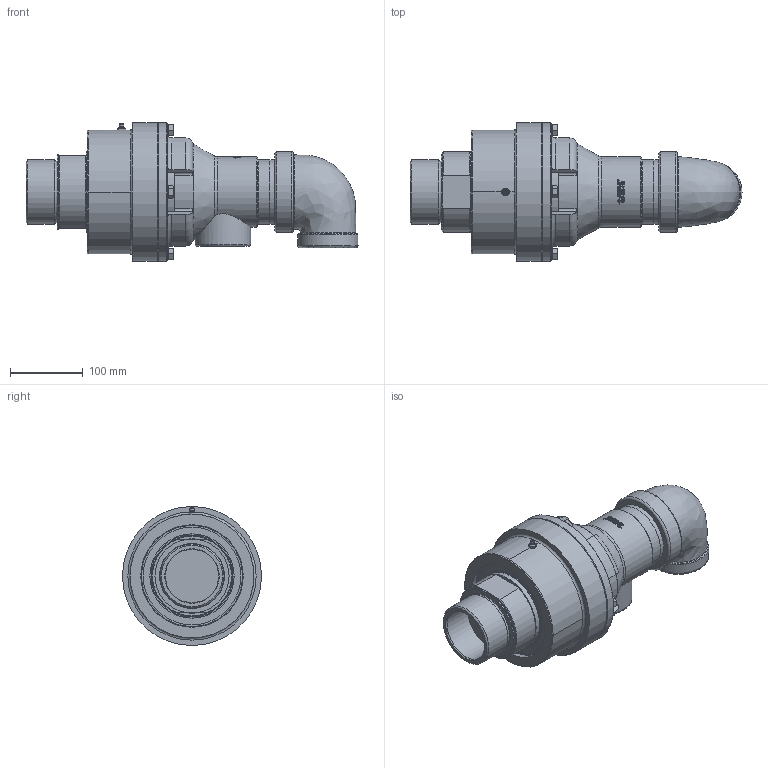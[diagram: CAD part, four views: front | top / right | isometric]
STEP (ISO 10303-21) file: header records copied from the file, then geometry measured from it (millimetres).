
FILE_DESCRIPTION(/* description */ (''),/* implementation_level */ '2;1');
FILE_NAME(/* name */ '857-002-118-IC.stp',/* time_stamp */ '2020-05-20T10:29:30-05:00',/* author */ ('dyurkovich'),/* organization */ (''),/* preprocessor_version */ 'ST-DEVELOPER v18',/* originating_system */ 'Autodesk Inventor 2020',/* authorisation */ '');
FILE_SCHEMA (('AUTOMOTIVE_DESIGN { 1 0 10303 214 3 1 1 }'));
Length unit declared in the file: millimetre
Products named in the file (1): 857-002-118-IC
Bounding box: 455.02 x 190.5 x 190.5 mm (x, y, z)
Volume: 5536527.5 mm3; surface area: 325495.7 mm2
Topology: 1 solids, 12 shells, 626 faces, 1621 edges, 1064 vertices
Faces by surface type: plane 263, bspline 144, cylinder 124, cone 60, torus 34, sphere 1
Full cylindrical faces by diameter (mm): 3 x1, 7.798 x4, 7.95 x1, 9.525 x4, 11.1 x4, 19 x4, 55.169 x1, 73 x1, 76.2 x1, 82.55 x1, 87.884 x1, 88.9 x2, 96.8 x1, 99.2 x1, 100 x1, 101.6 x1, 110 x2, 115.4 x1, 121.736 x1, 133.9 x1, 138.4 x1, 139 x1, 139.7 x1, 140.5 x1, 150 x1, 150.005 x2, 150.37 x1, 150.42 x1, 190.5 x2
Entity records: 27404 total; most frequent: CARTESIAN_POINT 12621, ORIENTED_EDGE 3234, DIRECTION 2836, EDGE_CURVE 1617, AXIS2_PLACEMENT_3D 1135, VERTEX_POINT 1064, EDGE_LOOP 701, FACE_OUTER_BOUND 626
